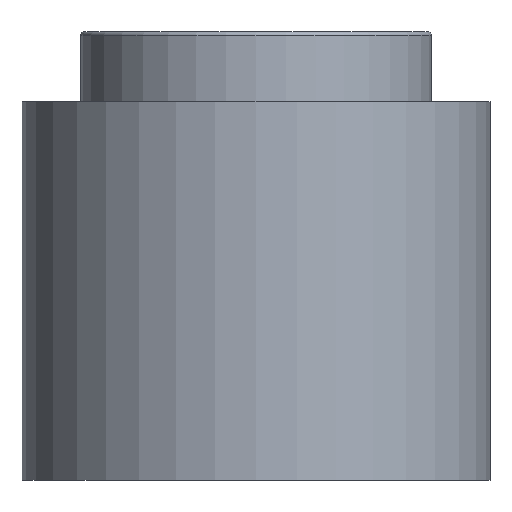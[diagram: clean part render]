
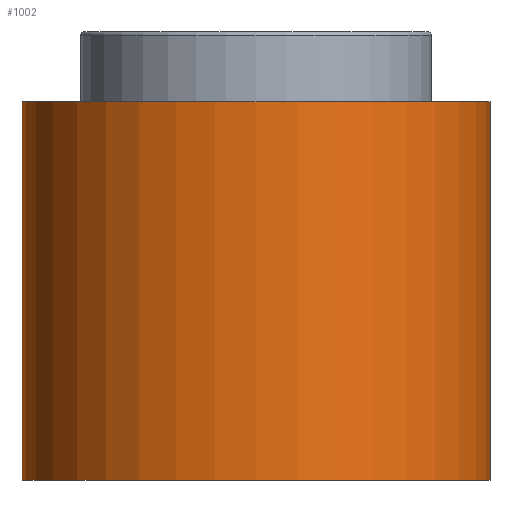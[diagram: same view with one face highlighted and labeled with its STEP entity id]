
A CAD part, front view. The second image highlights one B-rep face of the part: STEP entity #1002.
In plain terms, the highlighted cylindrical face has radius 60 mm (diameter 120 mm), a partial arc.
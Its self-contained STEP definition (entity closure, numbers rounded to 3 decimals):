
#39 = DIRECTION ( 'NONE',  ( -1., 0., 0. ) ) ;
#66 = CARTESIAN_POINT ( 'NONE',  ( 60., 0., 0. ) ) ;
#88 = CARTESIAN_POINT ( 'NONE',  ( 0., 0., 0. ) ) ;
#90 = DIRECTION ( 'NONE',  ( -1., 0., 0. ) ) ;
#223 = CARTESIAN_POINT ( 'NONE',  ( 60., 0., 97. ) ) ;
#227 = VERTEX_POINT ( 'NONE', #66 ) ;
#246 = AXIS2_PLACEMENT_3D ( 'NONE', #737, #402, #39 ) ;
#279 = CIRCLE ( 'NONE', #246, 60. ) ;
#328 = CARTESIAN_POINT ( 'NONE',  ( -60., 0., 0. ) ) ;
#402 = DIRECTION ( 'NONE',  ( 0., 0., -1. ) ) ;
#412 = CYLINDRICAL_SURFACE ( 'NONE', #649, 60. ) ;
#458 = EDGE_CURVE ( 'NONE', #1104, #995, #1103, .T. ) ;
#508 = FACE_OUTER_BOUND ( 'NONE', #827, .T. ) ;
#521 = VECTOR ( 'NONE', #1184, 1000. ) ;
#546 = VERTEX_POINT ( 'NONE', #777 ) ;
#548 = CARTESIAN_POINT ( 'NONE',  ( -60., 0., 97. ) ) ;
#617 = CARTESIAN_POINT ( 'NONE',  ( 0., 0., 97. ) ) ;
#649 = AXIS2_PLACEMENT_3D ( 'NONE', #88, #1212, #90 ) ;
#727 = EDGE_CURVE ( 'NONE', #995, #546, #971, .T. ) ;
#737 = CARTESIAN_POINT ( 'NONE',  ( 0., 0., 0. ) ) ;
#748 = ORIENTED_EDGE ( 'NONE', *, *, #458, .T. ) ;
#763 = AXIS2_PLACEMENT_3D ( 'NONE', #617, #854, #894 ) ;
#767 = ORIENTED_EDGE ( 'NONE', *, *, #904, .F. ) ;
#777 = CARTESIAN_POINT ( 'NONE',  ( -60., 0., 0. ) ) ;
#798 = ORIENTED_EDGE ( 'NONE', *, *, #916, .F. ) ;
#827 = EDGE_LOOP ( 'NONE', ( #767, #748, #1133, #798 ) ) ;
#854 = DIRECTION ( 'NONE',  ( 0., 0., -1. ) ) ;
#894 = DIRECTION ( 'NONE',  ( -1., 0., 0. ) ) ;
#904 = EDGE_CURVE ( 'NONE', #1104, #227, #934, .T. ) ;
#916 = EDGE_CURVE ( 'NONE', #227, #546, #279, .T. ) ;
#934 = LINE ( 'NONE', #1121, #521 ) ;
#971 = LINE ( 'NONE', #328, #1000 ) ;
#995 = VERTEX_POINT ( 'NONE', #548 ) ;
#1000 = VECTOR ( 'NONE', #1245, 1000. ) ;
#1002 = ADVANCED_FACE ( 'NONE', ( #508 ), #412, .T. ) ;
#1103 = CIRCLE ( 'NONE', #763, 60. ) ;
#1104 = VERTEX_POINT ( 'NONE', #223 ) ;
#1121 = CARTESIAN_POINT ( 'NONE',  ( 60., 0., 0. ) ) ;
#1133 = ORIENTED_EDGE ( 'NONE', *, *, #727, .T. ) ;
#1184 = DIRECTION ( 'NONE',  ( 0., 0., -1. ) ) ;
#1212 = DIRECTION ( 'NONE',  ( 0., 0., -1. ) ) ;
#1245 = DIRECTION ( 'NONE',  ( 0., 0., -1. ) ) ;
